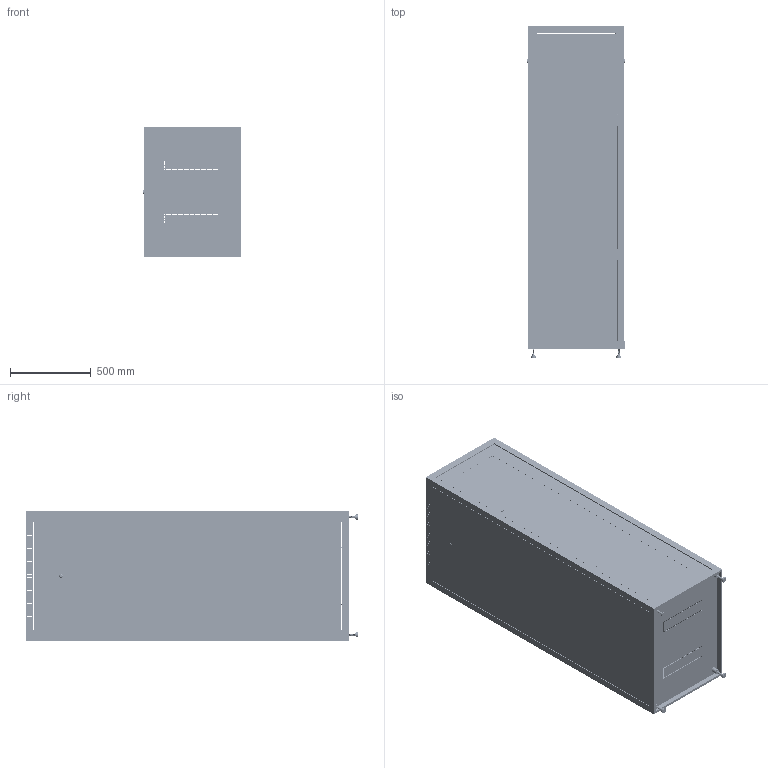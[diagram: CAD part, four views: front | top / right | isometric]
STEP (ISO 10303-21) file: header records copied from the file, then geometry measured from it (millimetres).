
FILE_DESCRIPTION (( 'STEP AP214' ), '1' );
FILE_NAME ('ITK LINEA E 600x800_42U_DverStekl-Me.STEP', '2018-12-26T13:26:13', ( '' ), ( '' ), 'SwSTEP 2.0', 'SolidWorks 2014', '' );
FILE_SCHEMA (( 'AUTOMOTIVE_DESIGN' ));
Length unit declared in the file: millimetre
Products named in the file (15): Gaika; Bok_profil_-01; Îñíîâàíèå_600õ800; Panel_Bok_42Ux800; ITK LINEA E 600x800_42U_DverStekl-Me; Dver_Me_42U; Îïîðà LF-80; Profil 19_-05; êðûøà_600õ800; 岓臍 119.30.02 栺樏鋋_42U; Stoika_-05; 拟屦黖42; Îñíîâàíèå â ñáîðå; Äâåðü â ñáîðå_42; Vint (1)_01
Assembly tree (59 placements, depth 3):
  ITK LINEA E 600x800_42U_DverStekl-Me
    Îñíîâàíèå â ñáîðå
      Îñíîâàíèå_600õ800
      Îïîðà LF-80  x4
    Stoika_-05  x4
    êðûøà_600õ800
    Panel_Bok_42Ux800  x2
    Dver_Me_42U
    Gaika  x16
    Bok_profil_-01  x4
    Vint (1)_01  x18
    Profil 19_-05  x4
    Äâåðü â ñáîðå_42
      拟屦黖42
      岓臍 119.30.02 栺樏鋋_42U
Bounding box: 607 x 2055.2 x 800.9 mm (x, y, z)
Volume: 12888685.5 mm3; surface area: 18177930.2 mm2
Topology: 57 solids, 57 shells, 11550 faces, 32246 edges, 20844 vertices
Faces by surface type: plane 8922, cylinder 2332, bspline 216, sphere 60, cone 12, torus 8
Entity records: 143021 total; most frequent: CARTESIAN_POINT 29027, ORIENTED_EDGE 23634, DIRECTION 22256, EDGE_CURVE 11817, LINE 9532, VECTOR 9532, VERTEX_POINT 7812, AXIS2_PLACEMENT_3D 6362
